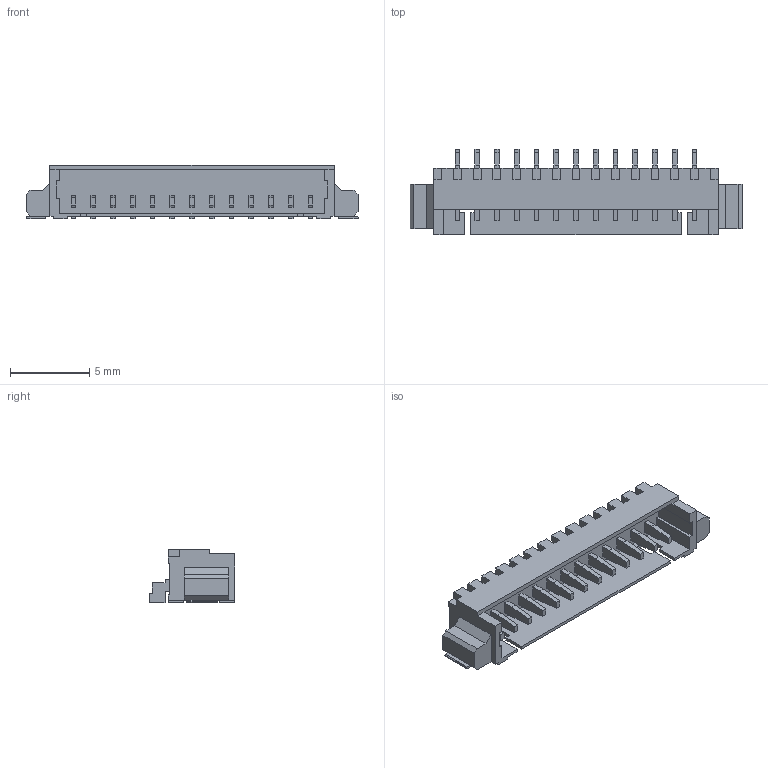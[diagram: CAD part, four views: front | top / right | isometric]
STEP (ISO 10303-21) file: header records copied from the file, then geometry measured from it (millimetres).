
FILE_DESCRIPTION( ( 'Unknown' ), '1' );
FILE_NAME( '653113131822.stp', 'Unknown', ( 'Unknown' ), ( 'Unknown' ), 'PSStep 14.0', 'Unknown', ' ' );
FILE_SCHEMA( ( 'AUTOMOTIVE_DESIGN { 1 0 10303 214 1 1 1 1 }' ) );
Length unit declared in the file: millimetre
Products named in the file (4): Assem1; 6531xx131822_PIN; 653113131822; 6531xx131822_PIN_FLANGE
Assembly tree (16 placements, depth 2):
  Assem1
    6531xx131822_PIN  x13
    653113131822
    6531xx131822_PIN_FLANGE  x2
Bounding box: 21 x 5.41 x 3.4 mm (x, y, z)
Volume: 115.9 mm3; surface area: 595.5 mm2
Topology: 16 solids, 16 shells, 414 faces, 1136 edges, 754 vertices
Faces by surface type: plane 414
Entity records: 9514 total; most frequent: CARTESIAN_POINT 1359, ORIENTED_EDGE 1336, DIRECTION 1166, EDGE_CURVE 668, LINE 668, VECTOR 668, VERTEX_POINT 442, EDGE_LOOP 258
